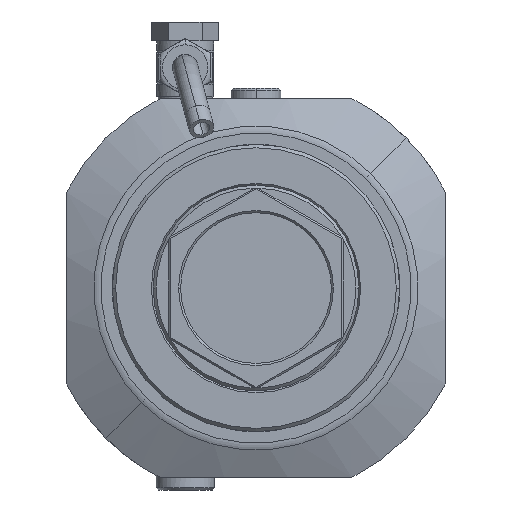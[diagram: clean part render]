
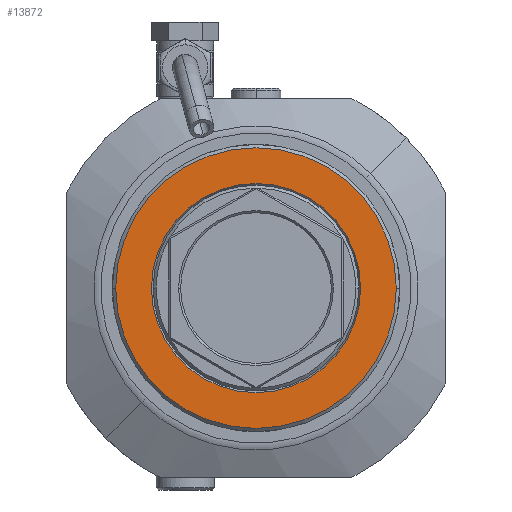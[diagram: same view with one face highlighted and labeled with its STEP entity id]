
A CAD part, left-side view. The second image highlights one B-rep face of the part: STEP entity #13872.
In plain terms, the highlighted planar face has unit normal (-1, 0, 0).
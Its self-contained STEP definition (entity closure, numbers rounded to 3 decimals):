
#383=CARTESIAN_POINT('',(-26.5,0.,0.));
#384=DIRECTION('',(-1.,0.,0.));
#385=DIRECTION('',(0.,1.,0.));
#386=AXIS2_PLACEMENT_3D('',#383,#384,#385);
#388=CARTESIAN_POINT('',(-26.5,0.,0.));
#389=DIRECTION('',(-1.,0.,0.));
#390=DIRECTION('',(0.,-1.,0.));
#391=AXIS2_PLACEMENT_3D('',#388,#389,#390);
#393=CARTESIAN_POINT('',(-26.5,0.,0.));
#394=DIRECTION('',(1.,0.,0.));
#395=DIRECTION('',(0.,1.,0.));
#396=AXIS2_PLACEMENT_3D('',#393,#394,#395);
#398=CARTESIAN_POINT('',(-26.5,0.,0.));
#399=DIRECTION('',(1.,0.,0.));
#400=DIRECTION('',(0.,-1.,0.));
#401=AXIS2_PLACEMENT_3D('',#398,#399,#400);
#11862=CARTESIAN_POINT('',(-26.5,25.116,0.));
#11863=CARTESIAN_POINT('',(-26.5,-25.116,0.));
#11864=VERTEX_POINT('',#11862);
#11865=VERTEX_POINT('',#11863);
#11866=CARTESIAN_POINT('',(-26.5,33.7,0.));
#11867=CARTESIAN_POINT('',(-26.5,-33.7,0.));
#11868=VERTEX_POINT('',#11866);
#11869=VERTEX_POINT('',#11867);
#13857=CARTESIAN_POINT('',(-26.5,0.,0.));
#13858=DIRECTION('',(-1.,0.,0.));
#13859=DIRECTION('',(0.,1.,0.));
#13860=AXIS2_PLACEMENT_3D('',#13857,#13858,#13859);
#13861=PLANE('',#13860);
#13863=ORIENTED_EDGE('',*,*,#13862,.F.);
#13865=ORIENTED_EDGE('',*,*,#13864,.F.);
#13866=EDGE_LOOP('',(#13863,#13865));
#13867=FACE_OUTER_BOUND('',#13866,.F.);
#13868=ORIENTED_EDGE('',*,*,#13338,.F.);
#13869=ORIENTED_EDGE('',*,*,#13353,.F.);
#13870=EDGE_LOOP('',(#13868,#13869));
#13871=FACE_BOUND('',#13870,.F.);
#387=CIRCLE('',#386,33.7);
#392=CIRCLE('',#391,33.7);
#397=CIRCLE('',#396,25.116);
#402=CIRCLE('',#401,25.116);
#13338=EDGE_CURVE('',#11864,#11865,#397,.T.);
#13353=EDGE_CURVE('',#11865,#11864,#402,.T.);
#13862=EDGE_CURVE('',#11868,#11869,#387,.T.);
#13864=EDGE_CURVE('',#11869,#11868,#392,.T.);
#13872=ADVANCED_FACE('',(#13867,#13871),#13861,.T.);
